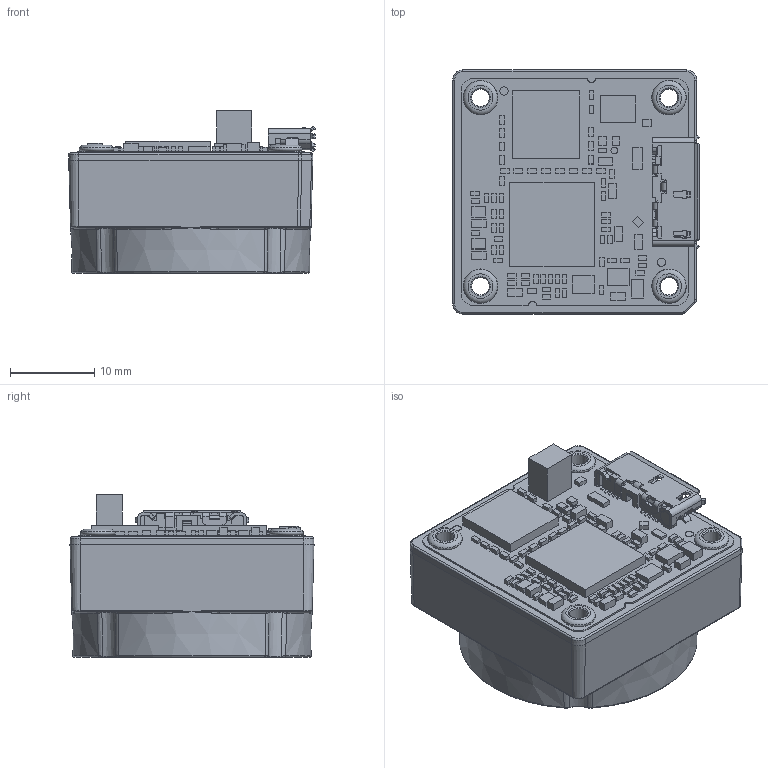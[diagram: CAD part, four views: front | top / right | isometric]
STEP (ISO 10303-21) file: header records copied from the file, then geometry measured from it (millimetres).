
FILE_DESCRIPTION((''),'2;1');
FILE_NAME('IP02063702.stp','2015-06-15T09:43:43',('Gbaske'),(''),'Autodesk Inventor 2011','Autodesk Inventor 2011','');
FILE_SCHEMA(('AUTOMOTIVE_DESIGN { 1 0 10303 214 1 1 1 1 }'));
Length unit declared in the file: millimetre
Products named in the file (1): IP02063702
Bounding box: 29.3 x 29 x 19.29 mm (x, y, z)
Volume: 6150.9 mm3; surface area: 5709.4 mm2
Topology: 1 solids, 6 shells, 1681 faces, 4443 edges, 2847 vertices
Faces by surface type: plane 1058, cylinder 274, bspline 182, torus 88, cone 79
Full cylindrical faces by diameter (mm): 0.8 x1, 1 x2, 2.08 x4, 2.27 x4, 2.808 x4, 3 x4, 21.94 x2, 24.536 x1
Entity records: 59149 total; most frequent: CARTESIAN_POINT 16923, ORIENTED_EDGE 8688, DIRECTION 7731, EDGE_CURVE 4348, VECTOR 2951, LINE 2951, VERTEX_POINT 2835, AXIS2_PLACEMENT_3D 2390
